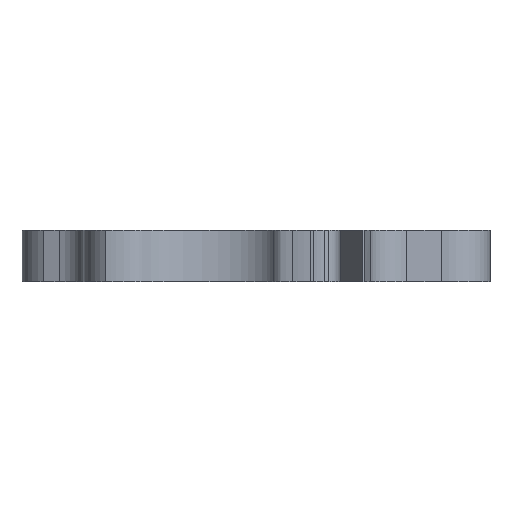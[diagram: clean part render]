
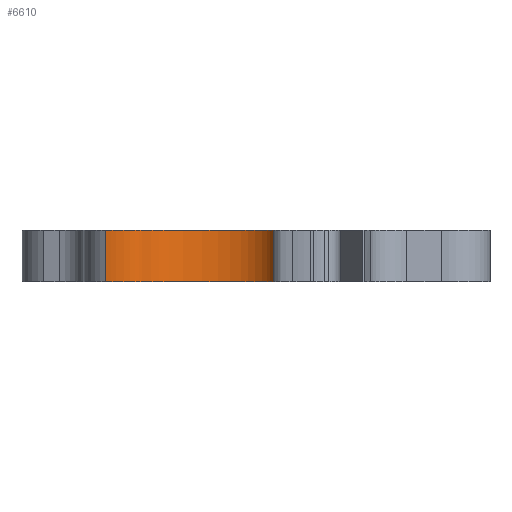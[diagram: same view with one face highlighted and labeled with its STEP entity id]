
A CAD part, front view. The second image highlights one B-rep face of the part: STEP entity #6610.
In plain terms, the highlighted free-form (B-spline) face has degree [3, 1] with [10, 2] control points.
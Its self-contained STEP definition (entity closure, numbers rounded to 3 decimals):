
#701 = CARTESIAN_POINT ( 'NONE',  ( -44.318, -52.174, 161.961 ) ) ;
#813 = B_SPLINE_SURFACE_WITH_KNOTS ( 'NONE', 3, 1, ( 
 ( #10971, #2394 ),
 ( #14491, #9585 ),
 ( #4666, #8446 ),
 ( #13207, #15800 ),
 ( #7193, #5908 ),
 ( #3504, #2445 ),
 ( #8550, #7147 ),
 ( #3665, #12184 ),
 ( #3555, #15651 ),
 ( #4818, #7298 ) ),
 .UNSPECIFIED., .F., .F., .F.,
 ( 4, 1, 1, 1, 1, 1, 1, 4 ),
 ( 2, 2 ),
 ( 0., 0.167, 0.228, 0.541, 0.8, 0.873, 0.937, 1. ),
 ( 0., 1. ),
 .UNSPECIFIED. ) ;
#962 = CARTESIAN_POINT ( 'NONE',  ( -4.263, -45.311, 175.961 ) ) ;
#1056 = CARTESIAN_POINT ( 'NONE',  ( -16.736, -42.631, 175.961 ) ) ;
#1180 = CARTESIAN_POINT ( 'NONE',  ( -36.321, -52.948, 161.961 ) ) ;
#1317 = VERTEX_POINT ( 'NONE', #11079 ) ;
#1520 = B_SPLINE_CURVE_WITH_KNOTS ( 'NONE', 3,
 ( #2373, #4796, #7274, #13337, #2233, #10848, #10902, #1180, #3485, #8369 ),
 .UNSPECIFIED., .F., .F.,
 ( 4, 1, 1, 1, 1, 1, 1, 4 ),
 ( 0., 0.063, 0.127, 0.2, 0.459, 0.772, 0.833, 1. ),
 .UNSPECIFIED. ) ;
#2233 = CARTESIAN_POINT ( 'NONE',  ( -4.263, -45.311, 161.961 ) ) ;
#2312 = CARTESIAN_POINT ( 'NONE',  ( -41.571, -52.554, 175.961 ) ) ;
#2373 = CARTESIAN_POINT ( 'NONE',  ( 1.329, -57.766, 161.961 ) ) ;
#2394 = CARTESIAN_POINT ( 'NONE',  ( -44.318, -52.174, 161.961 ) ) ;
#2445 = CARTESIAN_POINT ( 'NONE',  ( -4.263, -45.311, 161.961 ) ) ;
#2583 = EDGE_CURVE ( 'NONE', #4924, #11290, #6318, .T. ) ;
#2867 = VERTEX_POINT ( 'NONE', #7529 ) ;
#3485 = CARTESIAN_POINT ( 'NONE',  ( -41.571, -52.554, 161.961 ) ) ;
#3504 = CARTESIAN_POINT ( 'NONE',  ( -4.263, -45.311, 175.961 ) ) ;
#3517 = CARTESIAN_POINT ( 'NONE',  ( -44.318, -52.174, 175.961 ) ) ;
#3555 = CARTESIAN_POINT ( 'NONE',  ( 1.499, -57.205, 175.961 ) ) ;
#3665 = CARTESIAN_POINT ( 'NONE',  ( 2.777, -54.052, 175.961 ) ) ;
#4082 = B_SPLINE_CURVE_WITH_KNOTS ( 'NONE', 3,
 ( #10788, #15568, #4727, #10886, #962, #1056, #4677, #8305, #2312, #3517 ),
 .UNSPECIFIED., .F., .F.,
 ( 4, 1, 1, 1, 1, 1, 1, 4 ),
 ( 0., 0.063, 0.127, 0.2, 0.459, 0.772, 0.833, 1. ),
 .UNSPECIFIED. ) ;
#4536 = EDGE_CURVE ( 'NONE', #2867, #1317, #11284, .T. ) ;
#4666 = CARTESIAN_POINT ( 'NONE',  ( -36.321, -52.948, 175.961 ) ) ;
#4677 = CARTESIAN_POINT ( 'NONE',  ( -29.461, -45.168, 175.961 ) ) ;
#4727 = CARTESIAN_POINT ( 'NONE',  ( 2.777, -54.052, 175.961 ) ) ;
#4796 = CARTESIAN_POINT ( 'NONE',  ( 1.499, -57.205, 161.961 ) ) ;
#4818 = CARTESIAN_POINT ( 'NONE',  ( 1.329, -57.766, 175.961 ) ) ;
#4924 = VERTEX_POINT ( 'NONE', #10918 ) ;
#5597 = EDGE_CURVE ( 'NONE', #1317, #11290, #1520, .T. ) ;
#5908 = CARTESIAN_POINT ( 'NONE',  ( -16.736, -42.631, 161.961 ) ) ;
#6019 = ORIENTED_EDGE ( 'NONE', *, *, #7720, .T. ) ;
#6318 = LINE ( 'NONE', #10713, #6911 ) ;
#6610 = ADVANCED_FACE ( 'NONE', ( #15738 ), #813, .F. ) ;
#6911 = VECTOR ( 'NONE', #11920, 1000. ) ;
#7147 = CARTESIAN_POINT ( 'NONE',  ( 1.044, -50.689, 161.961 ) ) ;
#7193 = CARTESIAN_POINT ( 'NONE',  ( -16.736, -42.631, 175.961 ) ) ;
#7274 = CARTESIAN_POINT ( 'NONE',  ( 2.777, -54.052, 161.961 ) ) ;
#7298 = CARTESIAN_POINT ( 'NONE',  ( 1.329, -57.766, 161.961 ) ) ;
#7529 = CARTESIAN_POINT ( 'NONE',  ( 1.329, -57.766, 175.961 ) ) ;
#7647 = ORIENTED_EDGE ( 'NONE', *, *, #4536, .F. ) ;
#7720 = EDGE_CURVE ( 'NONE', #2867, #4924, #4082, .T. ) ;
#8305 = CARTESIAN_POINT ( 'NONE',  ( -36.321, -52.948, 175.961 ) ) ;
#8369 = CARTESIAN_POINT ( 'NONE',  ( -44.318, -52.174, 161.961 ) ) ;
#8446 = CARTESIAN_POINT ( 'NONE',  ( -36.321, -52.948, 161.961 ) ) ;
#8550 = CARTESIAN_POINT ( 'NONE',  ( 1.044, -50.689, 175.961 ) ) ;
#8641 = VECTOR ( 'NONE', #12853, 1000. ) ;
#8829 = ORIENTED_EDGE ( 'NONE', *, *, #5597, .F. ) ;
#9585 = CARTESIAN_POINT ( 'NONE',  ( -41.571, -52.554, 161.961 ) ) ;
#10713 = CARTESIAN_POINT ( 'NONE',  ( -44.318, -52.174, 176.061 ) ) ;
#10788 = CARTESIAN_POINT ( 'NONE',  ( 1.329, -57.766, 175.961 ) ) ;
#10848 = CARTESIAN_POINT ( 'NONE',  ( -16.736, -42.631, 161.961 ) ) ;
#10886 = CARTESIAN_POINT ( 'NONE',  ( 1.044, -50.689, 175.961 ) ) ;
#10902 = CARTESIAN_POINT ( 'NONE',  ( -29.461, -45.168, 161.961 ) ) ;
#10918 = CARTESIAN_POINT ( 'NONE',  ( -44.318, -52.174, 175.961 ) ) ;
#10971 = CARTESIAN_POINT ( 'NONE',  ( -44.318, -52.174, 175.961 ) ) ;
#11079 = CARTESIAN_POINT ( 'NONE',  ( 1.329, -57.766, 161.961 ) ) ;
#11284 = LINE ( 'NONE', #13012, #8641 ) ;
#11290 = VERTEX_POINT ( 'NONE', #701 ) ;
#11920 = DIRECTION ( 'NONE',  ( 0., 0., -1. ) ) ;
#12163 = EDGE_LOOP ( 'NONE', ( #7647, #6019, #14286, #8829 ) ) ;
#12184 = CARTESIAN_POINT ( 'NONE',  ( 2.777, -54.052, 161.961 ) ) ;
#12853 = DIRECTION ( 'NONE',  ( 0., 0., -1. ) ) ;
#13012 = CARTESIAN_POINT ( 'NONE',  ( 1.329, -57.766, 176.061 ) ) ;
#13207 = CARTESIAN_POINT ( 'NONE',  ( -29.461, -45.168, 175.961 ) ) ;
#13337 = CARTESIAN_POINT ( 'NONE',  ( 1.044, -50.689, 161.961 ) ) ;
#14286 = ORIENTED_EDGE ( 'NONE', *, *, #2583, .T. ) ;
#14491 = CARTESIAN_POINT ( 'NONE',  ( -41.571, -52.554, 175.961 ) ) ;
#15568 = CARTESIAN_POINT ( 'NONE',  ( 1.499, -57.205, 175.961 ) ) ;
#15651 = CARTESIAN_POINT ( 'NONE',  ( 1.499, -57.205, 161.961 ) ) ;
#15738 = FACE_OUTER_BOUND ( 'NONE', #12163, .T. ) ;
#15800 = CARTESIAN_POINT ( 'NONE',  ( -29.461, -45.168, 161.961 ) ) ;
